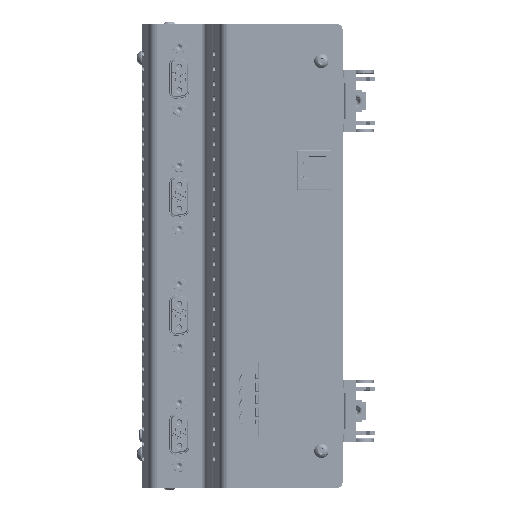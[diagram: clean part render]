
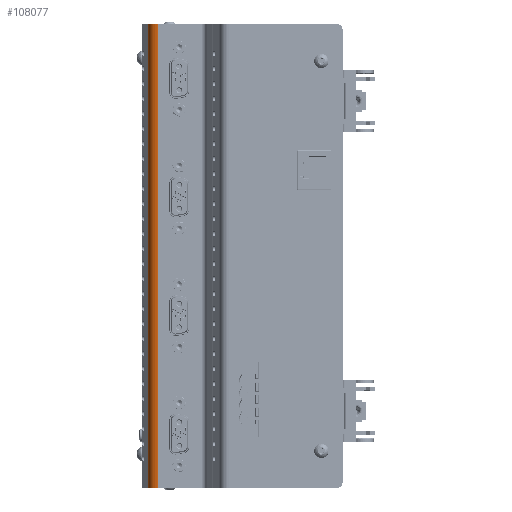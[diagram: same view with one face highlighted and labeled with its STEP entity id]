
A CAD part, left-side view. The second image highlights one B-rep face of the part: STEP entity #108077.
In plain terms, the highlighted cylindrical face has radius 4 mm (diameter 8 mm), a partial arc.
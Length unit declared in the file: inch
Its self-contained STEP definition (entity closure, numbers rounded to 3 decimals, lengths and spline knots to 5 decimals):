
#672 = VERTEX_POINT ( 'NONE', #51921 ) ;
#1550 = FACE_OUTER_BOUND ( 'NONE', #160002, .T. ) ;
#5290 = CARTESIAN_POINT ( 'NONE',  ( 0.01635, 1.48791, 3.66142 ) ) ;
#13730 = AXIS2_PLACEMENT_3D ( 'NONE', #103807, #155611, #38547 ) ;
#20745 = CARTESIAN_POINT ( 'NONE',  ( 0.17383, 1.48791, 3.66142 ) ) ;
#20774 = VECTOR ( 'NONE', #57708, 39.37008 ) ;
#24289 = CARTESIAN_POINT ( 'NONE',  ( 0.01635, 1.48791, 3.66142 ) ) ;
#34733 = DIRECTION ( 'NONE',  ( 0., 0., -1. ) ) ;
#38209 = EDGE_CURVE ( 'NONE', #167026, #115444, #138383, .T. ) ;
#38547 = DIRECTION ( 'NONE',  ( 1., 0., 0. ) ) ;
#41086 = DIRECTION ( 'NONE',  ( -1., 0., 0. ) ) ;
#48772 = ORIENTED_EDGE ( 'NONE', *, *, #109111, .T. ) ;
#51921 = CARTESIAN_POINT ( 'NONE',  ( 0.01635, 1.48791, -3.66142 ) ) ;
#53937 = CYLINDRICAL_SURFACE ( 'NONE', #114840, 0.15748 ) ;
#57708 = DIRECTION ( 'NONE',  ( 0., 0., -1. ) ) ;
#63660 = VECTOR ( 'NONE', #34733, 39.37008 ) ;
#65596 = ORIENTED_EDGE ( 'NONE', *, *, #160298, .T. ) ;
#68776 = ORIENTED_EDGE ( 'NONE', *, *, #165706, .F. ) ;
#73198 = DIRECTION ( 'NONE',  ( 0., 0., 1. ) ) ;
#86451 = VERTEX_POINT ( 'NONE', #142331 ) ;
#86634 = AXIS2_PLACEMENT_3D ( 'NONE', #20745, #73198, #125212 ) ;
#87772 = CIRCLE ( 'NONE', #13730, 0.15748 ) ;
#96535 = CARTESIAN_POINT ( 'NONE',  ( 0.14648, 1.64299, 3.66142 ) ) ;
#100026 = LINE ( 'NONE', #151856, #63660 ) ;
#103807 = CARTESIAN_POINT ( 'NONE',  ( 0.17383, 1.48791, -3.66142 ) ) ;
#106318 = CARTESIAN_POINT ( 'NONE',  ( 0.17383, 1.48791, 3.66142 ) ) ;
#108077 = ADVANCED_FACE ( 'NONE', ( #1550 ), #53937, .T. ) ;
#109111 = EDGE_CURVE ( 'NONE', #86451, #672, #87772, .T. ) ;
#114840 = AXIS2_PLACEMENT_3D ( 'NONE', #106318, #158131, #41086 ) ;
#115444 = VERTEX_POINT ( 'NONE', #24289 ) ;
#122659 = LINE ( 'NONE', #5290, #20774 ) ;
#125212 = DIRECTION ( 'NONE',  ( 1., 0., 0. ) ) ;
#138383 = CIRCLE ( 'NONE', #86634, 0.15748 ) ;
#142331 = CARTESIAN_POINT ( 'NONE',  ( 0.14648, 1.64299, -3.66142 ) ) ;
#151856 = CARTESIAN_POINT ( 'NONE',  ( 0.14648, 1.64299, 3.66142 ) ) ;
#155611 = DIRECTION ( 'NONE',  ( 0., 0., 1. ) ) ;
#158131 = DIRECTION ( 'NONE',  ( 0., 0., -1. ) ) ;
#160002 = EDGE_LOOP ( 'NONE', ( #48772, #68776, #162611, #65596 ) ) ;
#160298 = EDGE_CURVE ( 'NONE', #167026, #86451, #100026, .T. ) ;
#162611 = ORIENTED_EDGE ( 'NONE', *, *, #38209, .F. ) ;
#165706 = EDGE_CURVE ( 'NONE', #115444, #672, #122659, .T. ) ;
#167026 = VERTEX_POINT ( 'NONE', #96535 ) ;
